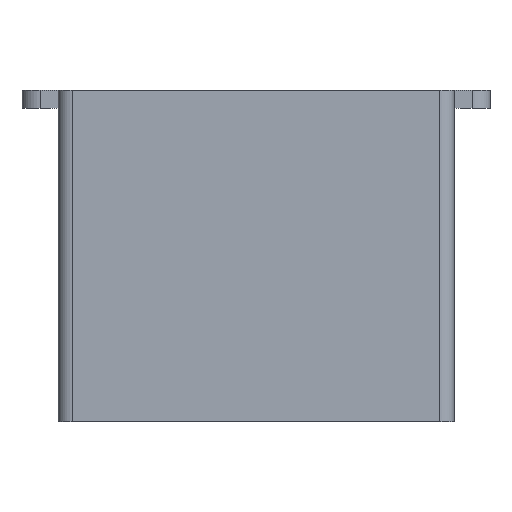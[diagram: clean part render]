
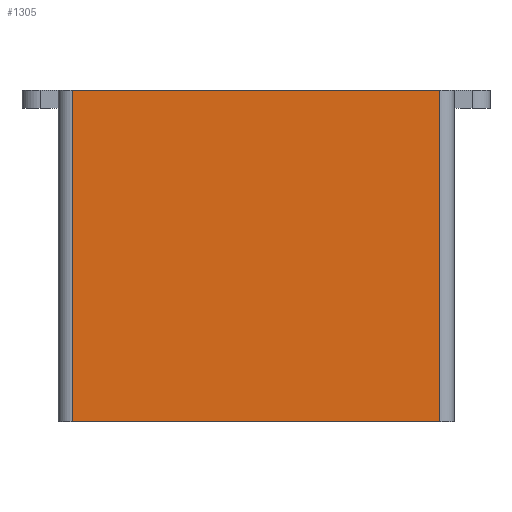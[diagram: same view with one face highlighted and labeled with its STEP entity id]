
A CAD part, left-side view. The second image highlights one B-rep face of the part: STEP entity #1305.
In plain terms, the highlighted planar face has unit normal (-1, 0, 0).
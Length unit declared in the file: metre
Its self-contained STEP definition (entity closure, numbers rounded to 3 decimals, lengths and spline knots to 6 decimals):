
#56=LINE('',#1937,#212);
#63=LINE('',#1963,#219);
#64=LINE('',#1966,#220);
#65=LINE('',#1967,#221);
#212=VECTOR('',#1550,1.);
#219=VECTOR('',#1575,1.);
#220=VECTOR('',#1576,1.);
#221=VECTOR('',#1577,1.);
#336=PLANE('',#1403);
#449=ORIENTED_EDGE('',*,*,#820,.T.);
#450=ORIENTED_EDGE('',*,*,#821,.T.);
#451=ORIENTED_EDGE('',*,*,#805,.F.);
#452=ORIENTED_EDGE('',*,*,#822,.T.);
#805=EDGE_CURVE('',#993,#994,#56,.T.);
#820=EDGE_CURVE('',#1003,#1004,#63,.T.);
#821=EDGE_CURVE('',#1004,#994,#64,.F.);
#822=EDGE_CURVE('',#993,#1003,#65,.T.);
#993=VERTEX_POINT('',#1938);
#994=VERTEX_POINT('',#1939);
#1003=VERTEX_POINT('',#1964);
#1004=VERTEX_POINT('',#1965);
#1121=EDGE_LOOP('',(#449,#450,#451,#452));
#1207=FACE_BOUND('',#1121,.T.);
#1305=ADVANCED_FACE('',(#1207),#336,.F.);
#1403=AXIS2_PLACEMENT_3D('',#1962,#1573,#1574);
#1550=DIRECTION('',(0.,1.,0.));
#1573=DIRECTION('',(1.,0.,0.));
#1574=DIRECTION('',(0.,0.,-1.));
#1575=DIRECTION('',(0.,1.,0.));
#1576=DIRECTION('',(0.,0.,1.));
#1577=DIRECTION('',(0.,0.,1.));
#1937=CARTESIAN_POINT('',(-0.06,0.,-0.112));
#1938=CARTESIAN_POINT('',(-0.06,-0.051,-0.112));
#1939=CARTESIAN_POINT('',(-0.06,0.051,-0.112));
#1962=CARTESIAN_POINT('',(-0.06,0.,-0.112));
#1963=CARTESIAN_POINT('',(-0.06,0.,-0.02));
#1964=CARTESIAN_POINT('',(-0.06,-0.051,-0.02));
#1965=CARTESIAN_POINT('',(-0.06,0.051,-0.02));
#1966=CARTESIAN_POINT('',(-0.06,0.051,-0.112));
#1967=CARTESIAN_POINT('',(-0.06,-0.051,-0.02));
